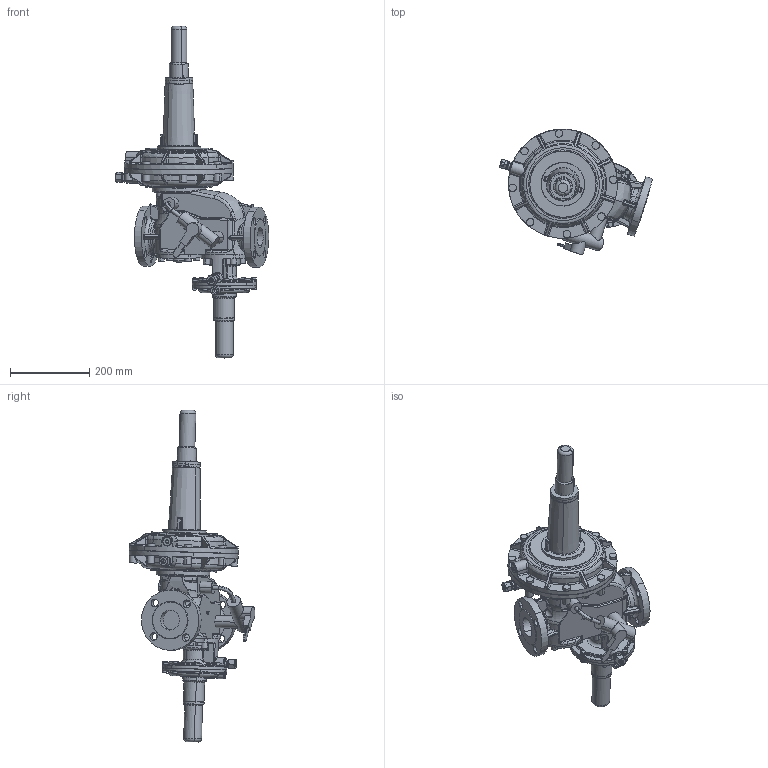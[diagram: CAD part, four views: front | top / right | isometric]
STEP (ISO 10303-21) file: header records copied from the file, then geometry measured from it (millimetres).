
FILE_DESCRIPTION(('CATIA V5 STEP Exchange'),'2;1');
FILE_NAME('RS251 DN050 275 HDS links ANSI.stp','2023-04-27T09:08:08+00:00',('none'),('none'),'CATIA Version 5-6 Release 2018 SP2','CATIA V5 STEP AP203','none');
FILE_SCHEMA(('CONFIG_CONTROL_DESIGN'));
Products named in the file (2): Product1; Produkt1
Assembly tree (5 placements, depth 3):
  Product1
    #57
    Produkt1
      #86139
      #87087
    #87746
Bounding box: 387.18 x 317.55 x 837.55 mm (x, y, z)
Volume: 11095271.8 mm3; surface area: 686223.4 mm2
Topology: 5 solids, 13 shells, 2142 faces, 5260 edges, 3041 vertices
Faces by surface type: cylinder 724, torus 510, bspline 360, plane 341, sphere 120, cone 87
Entity records: 89066 total; most frequent: CARTESIAN_POINT 47856, ORIENTED_EDGE 10166, DIRECTION 5359, EDGE_CURVE 5083, AXIS2_PLACEMENT_3D 3133, VERTEX_POINT 3040, EDGE_LOOP 2243, ADVANCED_FACE 2141
